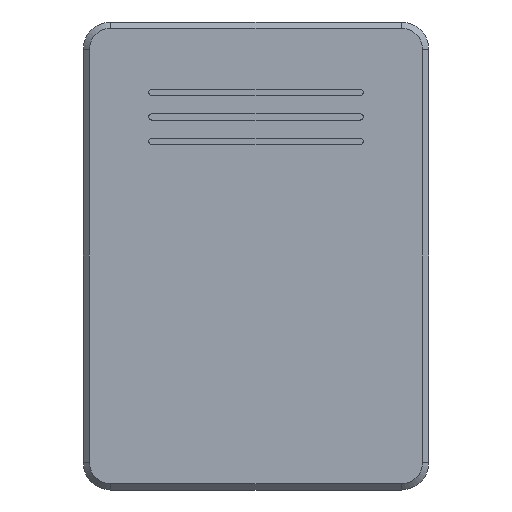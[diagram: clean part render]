
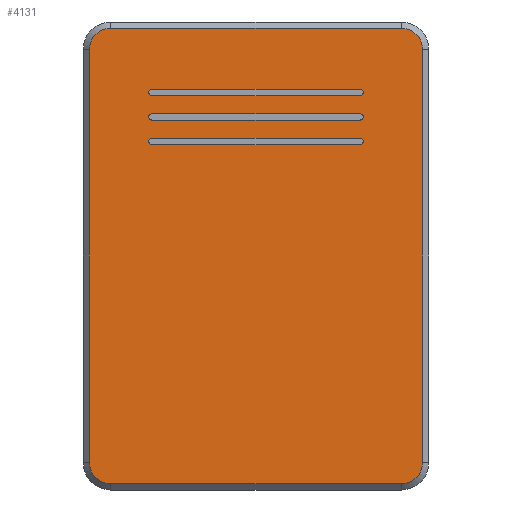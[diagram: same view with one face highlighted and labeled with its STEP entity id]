
A CAD part, front view. The second image highlights one B-rep face of the part: STEP entity #4131.
In plain terms, the highlighted planar face has unit normal (0, -1, 0).
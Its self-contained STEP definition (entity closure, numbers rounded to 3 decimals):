
#130=FACE_BOUND('',#810,.T.);
#131=FACE_BOUND('',#811,.T.);
#132=FACE_BOUND('',#812,.T.);
#236=CIRCLE('',#4449,0.5);
#239=CIRCLE('',#4455,0.5);
#241=CIRCLE('',#4458,0.5);
#243=CIRCLE('',#4465,0.5);
#244=CIRCLE('',#4467,0.5);
#246=CIRCLE('',#4470,0.5);
#247=CIRCLE('',#4476,3.5);
#249=CIRCLE('',#4480,3.5);
#251=CIRCLE('',#4484,3.5);
#253=CIRCLE('',#4488,3.5);
#532=FACE_OUTER_BOUND('',#809,.T.);
#809=EDGE_LOOP('',(#3572,#3573,#3574,#3575,#3576,#3577,#3578,#3579));
#810=EDGE_LOOP('',(#3580,#3581,#3582,#3583));
#811=EDGE_LOOP('',(#3584,#3585,#3586,#3587));
#812=EDGE_LOOP('',(#3588,#3589,#3590,#3591));
#1140=LINE('',#6807,#1552);
#1149=LINE('',#6837,#1561);
#1154=LINE('',#6846,#1566);
#1156=LINE('',#6850,#1568);
#1159=LINE('',#6856,#1571);
#1161=LINE('',#6869,#1573);
#1163=LINE('',#6876,#1575);
#1168=LINE('',#6890,#1580);
#1172=LINE('',#6902,#1584);
#1176=LINE('',#6914,#1588);
#1552=VECTOR('',#5364,10.);
#1561=VECTOR('',#5391,10.);
#1566=VECTOR('',#5398,10.);
#1568=VECTOR('',#5402,10.);
#1571=VECTOR('',#5407,10.);
#1573=VECTOR('',#5429,10.);
#1575=VECTOR('',#5435,10.);
#1580=VECTOR('',#5448,10.);
#1584=VECTOR('',#5460,10.);
#1588=VECTOR('',#5472,10.);
#1948=VERTEX_POINT('',#6800);
#1949=VERTEX_POINT('',#6802);
#1950=VERTEX_POINT('',#6806);
#1956=VERTEX_POINT('',#6821);
#1957=VERTEX_POINT('',#6823);
#1960=VERTEX_POINT('',#6830);
#1961=VERTEX_POINT('',#6832);
#1962=VERTEX_POINT('',#6836);
#1965=VERTEX_POINT('',#6844);
#1966=VERTEX_POINT('',#6848);
#1968=VERTEX_POINT('',#6854);
#1969=VERTEX_POINT('',#6861);
#1971=VERTEX_POINT('',#6873);
#1972=VERTEX_POINT('',#6875);
#1975=VERTEX_POINT('',#6882);
#1977=VERTEX_POINT('',#6888);
#1979=VERTEX_POINT('',#6894);
#1981=VERTEX_POINT('',#6900);
#1983=VERTEX_POINT('',#6906);
#1985=VERTEX_POINT('',#6912);
#2470=EDGE_CURVE('',#1948,#1949,#236,.T.);
#2472=EDGE_CURVE('',#1950,#1949,#1140,.T.);
#2480=EDGE_CURVE('',#1956,#1957,#239,.T.);
#2484=EDGE_CURVE('',#1960,#1961,#241,.T.);
#2486=EDGE_CURVE('',#1962,#1961,#1149,.T.);
#2491=EDGE_CURVE('',#1948,#1965,#1154,.T.);
#2493=EDGE_CURVE('',#1956,#1966,#1156,.T.);
#2496=EDGE_CURVE('',#1960,#1968,#1159,.T.);
#2498=EDGE_CURVE('',#1962,#1968,#243,.T.);
#2500=EDGE_CURVE('',#1969,#1966,#244,.T.);
#2502=EDGE_CURVE('',#1950,#1965,#246,.T.);
#2503=EDGE_CURVE('',#1969,#1957,#1161,.T.);
#2505=EDGE_CURVE('',#1971,#1972,#1163,.T.);
#2509=EDGE_CURVE('',#1975,#1971,#247,.T.);
#2512=EDGE_CURVE('',#1977,#1975,#1168,.T.);
#2515=EDGE_CURVE('',#1979,#1977,#249,.T.);
#2518=EDGE_CURVE('',#1981,#1979,#1172,.T.);
#2521=EDGE_CURVE('',#1983,#1981,#251,.T.);
#2524=EDGE_CURVE('',#1985,#1983,#1176,.T.);
#2526=EDGE_CURVE('',#1972,#1985,#253,.T.);
#3572=ORIENTED_EDGE('',*,*,#2505,.F.);
#3573=ORIENTED_EDGE('',*,*,#2509,.F.);
#3574=ORIENTED_EDGE('',*,*,#2512,.F.);
#3575=ORIENTED_EDGE('',*,*,#2515,.F.);
#3576=ORIENTED_EDGE('',*,*,#2518,.F.);
#3577=ORIENTED_EDGE('',*,*,#2521,.F.);
#3578=ORIENTED_EDGE('',*,*,#2524,.F.);
#3579=ORIENTED_EDGE('',*,*,#2526,.F.);
#3580=ORIENTED_EDGE('',*,*,#2496,.T.);
#3581=ORIENTED_EDGE('',*,*,#2498,.F.);
#3582=ORIENTED_EDGE('',*,*,#2486,.T.);
#3583=ORIENTED_EDGE('',*,*,#2484,.F.);
#3584=ORIENTED_EDGE('',*,*,#2500,.F.);
#3585=ORIENTED_EDGE('',*,*,#2503,.T.);
#3586=ORIENTED_EDGE('',*,*,#2480,.F.);
#3587=ORIENTED_EDGE('',*,*,#2493,.T.);
#3588=ORIENTED_EDGE('',*,*,#2470,.F.);
#3589=ORIENTED_EDGE('',*,*,#2491,.T.);
#3590=ORIENTED_EDGE('',*,*,#2502,.F.);
#3591=ORIENTED_EDGE('',*,*,#2472,.T.);
#3902=PLANE('',#4496);
#4131=ADVANCED_FACE('',(#532,#130,#131,#132),#3902,.T.);
#4449=AXIS2_PLACEMENT_3D('',#6803,#5359,#5360);
#4455=AXIS2_PLACEMENT_3D('',#6824,#5378,#5379);
#4458=AXIS2_PLACEMENT_3D('',#6833,#5386,#5387);
#4465=AXIS2_PLACEMENT_3D('',#6859,#5412,#5413);
#4467=AXIS2_PLACEMENT_3D('',#6863,#5417,#5418);
#4470=AXIS2_PLACEMENT_3D('',#6866,#5423,#5424);
#4476=AXIS2_PLACEMENT_3D('',#6884,#5441,#5442);
#4480=AXIS2_PLACEMENT_3D('',#6896,#5453,#5454);
#4484=AXIS2_PLACEMENT_3D('',#6908,#5465,#5466);
#4488=AXIS2_PLACEMENT_3D('',#6917,#5476,#5477);
#4496=AXIS2_PLACEMENT_3D('',#6937,#5499,#5500);
#5359=DIRECTION('center_axis',(0.,-1.,0.));
#5360=DIRECTION('ref_axis',(-0.707,0.,0.707));
#5364=DIRECTION('',(-1.,0.,0.));
#5378=DIRECTION('center_axis',(0.,-1.,0.));
#5379=DIRECTION('ref_axis',(-0.707,0.,0.707));
#5386=DIRECTION('center_axis',(0.,-1.,0.));
#5387=DIRECTION('ref_axis',(-0.707,0.,0.707));
#5391=DIRECTION('',(-1.,0.,0.));
#5398=DIRECTION('',(1.,0.,0.));
#5402=DIRECTION('',(1.,0.,0.));
#5407=DIRECTION('',(1.,0.,0.));
#5412=DIRECTION('center_axis',(0.,-1.,0.));
#5413=DIRECTION('ref_axis',(0.707,0.,-0.707));
#5417=DIRECTION('center_axis',(0.,-1.,0.));
#5418=DIRECTION('ref_axis',(0.707,0.,-0.707));
#5423=DIRECTION('center_axis',(0.,-1.,0.));
#5424=DIRECTION('ref_axis',(0.707,0.,-0.707));
#5429=DIRECTION('',(-1.,0.,0.));
#5435=DIRECTION('',(0.,0.,1.));
#5441=DIRECTION('center_axis',(0.,1.,0.));
#5442=DIRECTION('ref_axis',(-1.,0.,0.));
#5448=DIRECTION('',(-1.,0.,0.));
#5453=DIRECTION('center_axis',(0.,1.,0.));
#5454=DIRECTION('ref_axis',(0.,0.,-1.));
#5460=DIRECTION('',(0.,0.,-1.));
#5465=DIRECTION('center_axis',(0.,1.,0.));
#5466=DIRECTION('ref_axis',(1.,0.,0.));
#5472=DIRECTION('',(1.,0.,0.));
#5476=DIRECTION('center_axis',(0.,1.,0.));
#5477=DIRECTION('ref_axis',(0.,0.,1.));
#5499=DIRECTION('center_axis',(0.,-1.,0.));
#5500=DIRECTION('ref_axis',(1.,0.,0.));
#6800=CARTESIAN_POINT('',(-17.,-25.,27.2));
#6802=CARTESIAN_POINT('',(-17.,-25.,26.2));
#6803=CARTESIAN_POINT('Origin',(-17.,-25.,26.7));
#6806=CARTESIAN_POINT('',(17.,-25.,26.2));
#6807=CARTESIAN_POINT('',(8.75,-25.,26.2));
#6821=CARTESIAN_POINT('',(-17.,-25.,23.2));
#6823=CARTESIAN_POINT('',(-17.,-25.,22.2));
#6824=CARTESIAN_POINT('Origin',(-17.,-25.,22.7));
#6830=CARTESIAN_POINT('',(-17.,-25.,19.2));
#6832=CARTESIAN_POINT('',(-17.,-25.,18.2));
#6833=CARTESIAN_POINT('Origin',(-17.,-25.,18.7));
#6836=CARTESIAN_POINT('',(17.,-25.,18.2));
#6837=CARTESIAN_POINT('',(8.75,-25.,18.2));
#6844=CARTESIAN_POINT('',(17.,-25.,27.2));
#6846=CARTESIAN_POINT('',(-8.75,-25.,27.2));
#6848=CARTESIAN_POINT('',(17.,-25.,23.2));
#6850=CARTESIAN_POINT('',(-8.75,-25.,23.2));
#6854=CARTESIAN_POINT('',(17.,-25.,19.2));
#6856=CARTESIAN_POINT('',(-8.75,-25.,19.2));
#6859=CARTESIAN_POINT('Origin',(17.,-25.,18.7));
#6861=CARTESIAN_POINT('',(17.,-25.,22.2));
#6863=CARTESIAN_POINT('Origin',(17.,-25.,22.7));
#6866=CARTESIAN_POINT('Origin',(17.,-25.,26.7));
#6869=CARTESIAN_POINT('',(8.75,-25.,22.2));
#6873=CARTESIAN_POINT('',(-27.2,-25.,-33.7));
#6875=CARTESIAN_POINT('',(-27.2,-25.,33.7));
#6876=CARTESIAN_POINT('',(-27.2,-25.,16.85));
#6882=CARTESIAN_POINT('',(-23.7,-25.,-37.2));
#6884=CARTESIAN_POINT('Origin',(-23.7,-25.,-33.7));
#6888=CARTESIAN_POINT('',(23.7,-25.,-37.2));
#6890=CARTESIAN_POINT('',(-11.85,-25.,-37.2));
#6894=CARTESIAN_POINT('',(27.2,-25.,-33.7));
#6896=CARTESIAN_POINT('Origin',(23.7,-25.,-33.7));
#6900=CARTESIAN_POINT('',(27.2,-25.,33.7));
#6902=CARTESIAN_POINT('',(27.2,-25.,-16.85));
#6906=CARTESIAN_POINT('',(23.7,-25.,37.2));
#6908=CARTESIAN_POINT('Origin',(23.7,-25.,33.7));
#6912=CARTESIAN_POINT('',(-23.7,-25.,37.2));
#6914=CARTESIAN_POINT('',(11.85,-25.,37.2));
#6917=CARTESIAN_POINT('Origin',(-23.7,-25.,33.7));
#6937=CARTESIAN_POINT('Origin',(0.,-25.,0.));
